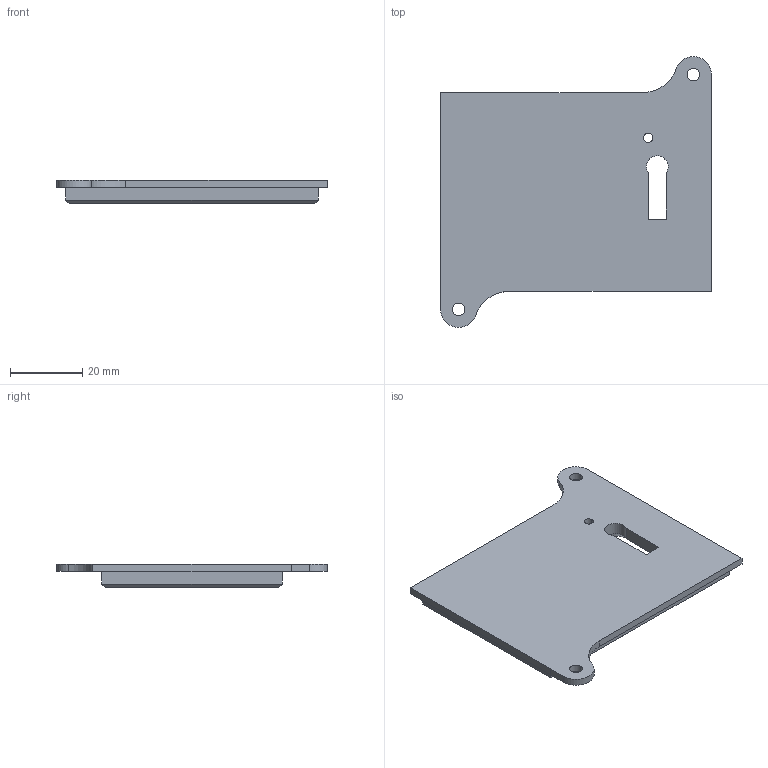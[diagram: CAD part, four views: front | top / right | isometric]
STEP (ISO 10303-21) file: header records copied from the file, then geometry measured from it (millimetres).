
FILE_DESCRIPTION(('CATIA V5 STEP Exchange'),'2;1');
FILE_NAME('ECU_RECEIVER_UPPER_CASE_V1.stp','2023-05-31T19:34:18+00:00',('none'),('none'),'CATIA Version 5 Release 21 GA (IN-10)','CATIA V5 STEP AP203','none');
FILE_SCHEMA(('CONFIG_CONTROL_DESIGN'));
Length unit declared in the file: millimetre
Products named in the file (1): ECU_RECEIVER_UPPER_CASE_V1
Bounding box: 75 x 74.97 x 6.5 mm (x, y, z)
Volume: 23430.3 mm3; surface area: 10266 mm2
Topology: 1 solids, 1 shells, 35 faces, 88 edges, 56 vertices
Faces by surface type: plane 23, cylinder 11, cone 1
Entity records: 1049 total; most frequent: CARTESIAN_POINT 189, ORIENTED_EDGE 176, DIRECTION 140, EDGE_CURVE 88, VECTOR 57, LINE 57, VERTEX_POINT 56, AXIS2_PLACEMENT_3D 54
